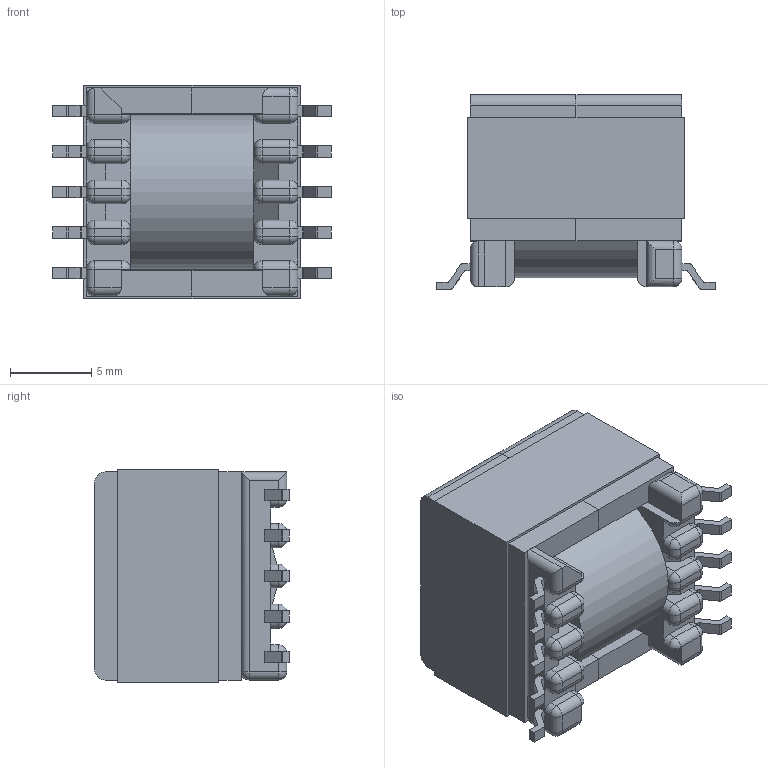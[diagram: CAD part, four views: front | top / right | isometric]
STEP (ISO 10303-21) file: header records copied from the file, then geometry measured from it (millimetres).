
FILE_DESCRIPTION (( 'STEP AP214' ), '1' );
FILE_NAME ('EP13-2381-0899.STEP', '2021-09-07T13:53:03', ( '' ), ( '' ), 'SwSTEP 2.0', 'SolidWorks 2017', '' );
FILE_SCHEMA (( 'AUTOMOTIVE_DESIGN' ));
Length unit declared in the file: millimetre
Products named in the file (5): 150-0899_6D; 070-2381_6P; 440-9988-0899; EP13-2381-0899; EP13-2381
Assembly tree (5 placements, depth 2):
  EP13-2381-0899
    070-2381_6P
    EP13-2381
    150-0899_6D  x2
    440-9988-0899
Bounding box: 17.16 x 11.96 x 13.12 mm (x, y, z)
Volume: 1753.9 mm3; surface area: 3144.8 mm2
Topology: 5 solids, 5 shells, 368 faces, 974 edges, 582 vertices
Faces by surface type: plane 188, cylinder 142, sphere 38
Entity records: 12356 total; most frequent: DIRECTION 1872, CARTESIAN_POINT 1867, ORIENTED_EDGE 1800, EDGE_CURVE 900, AXIS2_PLACEMENT_3D 627, VECTOR 618, LINE 618, VERTEX_POINT 558
